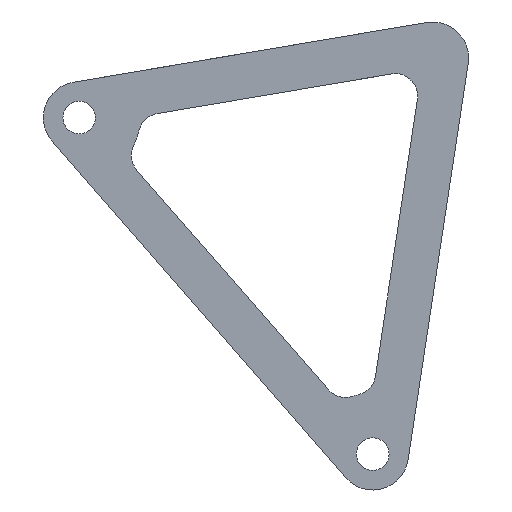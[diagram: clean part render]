
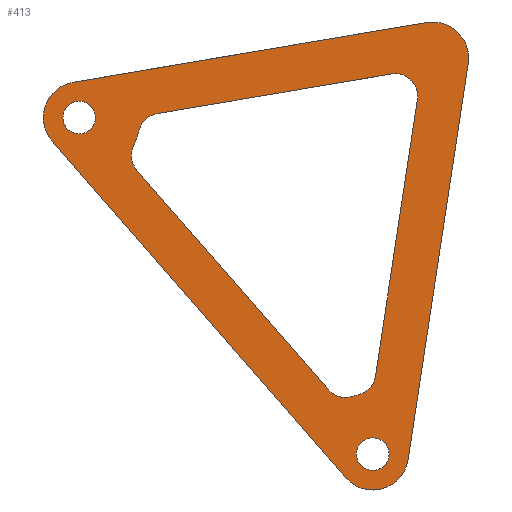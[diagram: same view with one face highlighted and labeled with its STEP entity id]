
A CAD part, left-side view. The second image highlights one B-rep face of the part: STEP entity #413.
In plain terms, the highlighted planar face has unit normal (-1, 0, 0).
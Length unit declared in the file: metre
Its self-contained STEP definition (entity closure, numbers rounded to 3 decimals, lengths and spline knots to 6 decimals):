
#29=FACE_BOUND('',#62,.T.);
#30=FACE_BOUND('',#63,.T.);
#31=FACE_BOUND('',#64,.T.);
#39=FACE_OUTER_BOUND('',#61,.T.);
#61=EDGE_LOOP('',(#285,#286,#287,#288,#289,#290));
#62=EDGE_LOOP('',(#291));
#63=EDGE_LOOP('',(#292));
#64=EDGE_LOOP('',(#293,#294,#295,#296,#297,#298,#299,#300,#301,#302));
#93=LINE('',#639,#125);
#94=LINE('',#643,#126);
#95=LINE('',#646,#127);
#96=LINE('',#657,#128);
#97=LINE('',#665,#129);
#98=LINE('',#669,#130);
#125=VECTOR('',#505,1.);
#126=VECTOR('',#508,1.);
#127=VECTOR('',#511,1.);
#128=VECTOR('',#520,1.);
#129=VECTOR('',#527,1.);
#130=VECTOR('',#530,1.);
#157=CIRCLE('',#450,0.00508);
#158=CIRCLE('',#451,0.00508);
#159=CIRCLE('',#452,0.00508);
#160=CIRCLE('',#453,0.002311);
#161=CIRCLE('',#454,0.002311);
#162=CIRCLE('',#455,0.008661);
#163=CIRCLE('',#456,0.003175);
#164=CIRCLE('',#457,0.003175);
#165=CIRCLE('',#458,0.008661);
#166=CIRCLE('',#459,0.003175);
#167=CIRCLE('',#460,0.003175);
#168=CIRCLE('',#461,0.003175);
#185=VERTEX_POINT('',#635);
#186=VERTEX_POINT('',#636);
#187=VERTEX_POINT('',#638);
#188=VERTEX_POINT('',#640);
#189=VERTEX_POINT('',#642);
#190=VERTEX_POINT('',#644);
#191=VERTEX_POINT('',#647);
#192=VERTEX_POINT('',#649);
#193=VERTEX_POINT('',#651);
#194=VERTEX_POINT('',#652);
#195=VERTEX_POINT('',#654);
#196=VERTEX_POINT('',#656);
#197=VERTEX_POINT('',#658);
#198=VERTEX_POINT('',#660);
#199=VERTEX_POINT('',#662);
#200=VERTEX_POINT('',#664);
#201=VERTEX_POINT('',#666);
#202=VERTEX_POINT('',#668);
#225=EDGE_CURVE('',#185,#186,#157,.T.);
#226=EDGE_CURVE('',#185,#187,#93,.T.);
#227=EDGE_CURVE('',#188,#187,#158,.T.);
#228=EDGE_CURVE('',#189,#188,#94,.T.);
#229=EDGE_CURVE('',#190,#189,#159,.T.);
#230=EDGE_CURVE('',#186,#190,#95,.T.);
#231=EDGE_CURVE('',#191,#191,#160,.T.);
#232=EDGE_CURVE('',#192,#192,#161,.T.);
#233=EDGE_CURVE('',#193,#194,#162,.F.);
#234=EDGE_CURVE('',#195,#194,#163,.F.);
#235=EDGE_CURVE('',#195,#196,#96,.T.);
#236=EDGE_CURVE('',#197,#196,#164,.F.);
#237=EDGE_CURVE('',#197,#198,#165,.F.);
#238=EDGE_CURVE('',#199,#198,#166,.F.);
#239=EDGE_CURVE('',#199,#200,#97,.T.);
#240=EDGE_CURVE('',#201,#200,#167,.F.);
#241=EDGE_CURVE('',#202,#201,#98,.T.);
#242=EDGE_CURVE('',#193,#202,#168,.F.);
#285=ORIENTED_EDGE('',*,*,#225,.F.);
#286=ORIENTED_EDGE('',*,*,#226,.T.);
#287=ORIENTED_EDGE('',*,*,#227,.F.);
#288=ORIENTED_EDGE('',*,*,#228,.F.);
#289=ORIENTED_EDGE('',*,*,#229,.F.);
#290=ORIENTED_EDGE('',*,*,#230,.F.);
#291=ORIENTED_EDGE('',*,*,#231,.F.);
#292=ORIENTED_EDGE('',*,*,#232,.F.);
#293=ORIENTED_EDGE('',*,*,#233,.T.);
#294=ORIENTED_EDGE('',*,*,#234,.F.);
#295=ORIENTED_EDGE('',*,*,#235,.T.);
#296=ORIENTED_EDGE('',*,*,#236,.F.);
#297=ORIENTED_EDGE('',*,*,#237,.T.);
#298=ORIENTED_EDGE('',*,*,#238,.F.);
#299=ORIENTED_EDGE('',*,*,#239,.T.);
#300=ORIENTED_EDGE('',*,*,#240,.F.);
#301=ORIENTED_EDGE('',*,*,#241,.F.);
#302=ORIENTED_EDGE('',*,*,#242,.F.);
#405=PLANE('',#449);
#413=ADVANCED_FACE('',(#39,#29,#30,#31),#405,.F.);
#449=AXIS2_PLACEMENT_3D('',#634,#501,#502);
#450=AXIS2_PLACEMENT_3D('',#637,#503,#504);
#451=AXIS2_PLACEMENT_3D('',#641,#506,#507);
#452=AXIS2_PLACEMENT_3D('',#645,#509,#510);
#453=AXIS2_PLACEMENT_3D('',#648,#512,#513);
#454=AXIS2_PLACEMENT_3D('',#650,#514,#515);
#455=AXIS2_PLACEMENT_3D('',#653,#516,#517);
#456=AXIS2_PLACEMENT_3D('',#655,#518,#519);
#457=AXIS2_PLACEMENT_3D('',#659,#521,#522);
#458=AXIS2_PLACEMENT_3D('',#661,#523,#524);
#459=AXIS2_PLACEMENT_3D('',#663,#525,#526);
#460=AXIS2_PLACEMENT_3D('',#667,#528,#529);
#461=AXIS2_PLACEMENT_3D('',#670,#531,#532);
#501=DIRECTION('center_axis',(1.,0.,0.));
#502=DIRECTION('ref_axis',(0.,1.,0.));
#503=DIRECTION('center_axis',(1.,0.,0.));
#504=DIRECTION('ref_axis',(0.,1.,0.));
#505=DIRECTION('',(0.,-0.15,0.989));
#506=DIRECTION('center_axis',(1.,0.,0.));
#507=DIRECTION('ref_axis',(0.,1.,0.));
#508=DIRECTION('',(0.,-0.986,0.167));
#509=DIRECTION('center_axis',(1.,0.,0.));
#510=DIRECTION('ref_axis',(0.,1.,0.));
#511=DIRECTION('',(0.,0.657,0.754));
#512=DIRECTION('center_axis',(-1.,0.,0.));
#513=DIRECTION('ref_axis',(0.,1.,0.));
#514=DIRECTION('center_axis',(-1.,0.,0.));
#515=DIRECTION('ref_axis',(0.,1.,0.));
#516=DIRECTION('center_axis',(1.,0.,0.));
#517=DIRECTION('ref_axis',(0.,0.,-1.));
#518=DIRECTION('center_axis',(1.,0.,0.));
#519=DIRECTION('ref_axis',(0.,0.,-1.));
#520=DIRECTION('',(0.,0.657,0.754));
#521=DIRECTION('center_axis',(1.,0.,0.));
#522=DIRECTION('ref_axis',(0.,0.,-1.));
#523=DIRECTION('center_axis',(1.,0.,0.));
#524=DIRECTION('ref_axis',(0.,0.,-1.));
#525=DIRECTION('center_axis',(1.,0.,0.));
#526=DIRECTION('ref_axis',(0.,0.,-1.));
#527=DIRECTION('',(0.,-0.986,0.167));
#528=DIRECTION('center_axis',(1.,0.,0.));
#529=DIRECTION('ref_axis',(0.,0.,-1.));
#530=DIRECTION('',(0.,-0.15,0.989));
#531=DIRECTION('center_axis',(1.,0.,0.));
#532=DIRECTION('ref_axis',(0.,0.,-1.));
#634=CARTESIAN_POINT('Origin',(0.028974,0.016526,0.152774));
#635=CARTESIAN_POINT('',(0.028974,-0.005036,0.12394));
#636=CARTESIAN_POINT('',(0.028974,0.003815,0.121362));
#637=CARTESIAN_POINT('Origin',(0.028974,-0.000014,
0.124701));
#638=CARTESIAN_POINT('',(0.028974,-0.013541,0.180087));
#639=CARTESIAN_POINT('',(0.028974,-0.005036,0.12394));
#640=CARTESIAN_POINT('',(0.028974,-0.007672,0.185857));
#641=CARTESIAN_POINT('Origin',(0.028974,-0.008519,0.180848));
#642=CARTESIAN_POINT('',(0.028974,0.042418,0.177391));
#643=CARTESIAN_POINT('',(0.028974,0.042418,0.177391));
#644=CARTESIAN_POINT('',(0.028974,0.045399,0.169043));
#645=CARTESIAN_POINT('Origin',(0.028974,0.041571,0.172382));
#646=CARTESIAN_POINT('',(0.028974,0.003815,0.121362));
#647=CARTESIAN_POINT('',(0.028974,0.03926,0.172382));
#648=CARTESIAN_POINT('Origin',(0.028974,0.041571,0.172382));
#649=CARTESIAN_POINT('',(0.028974,-0.002325,0.124701));
#650=CARTESIAN_POINT('Origin',(0.028974,-0.000014,
0.124701));
#651=CARTESIAN_POINT('',(0.028974,0.002,0.133125));
#652=CARTESIAN_POINT('',(0.028974,0.002811,0.132889));
#653=CARTESIAN_POINT('Origin',(0.028974,-0.000014,
0.124701));
#654=CARTESIAN_POINT('',(0.028974,0.00624,0.133803));
#655=CARTESIAN_POINT('Origin',(0.028974,0.003847,0.13589));
#656=CARTESIAN_POINT('',(0.028974,0.033403,0.164949));
#657=CARTESIAN_POINT('',(0.028974,-0.000971,0.125536));
#658=CARTESIAN_POINT('',(0.028974,0.033843,0.16847));
#659=CARTESIAN_POINT('Origin',(0.028974,0.031011,0.167036));
#660=CARTESIAN_POINT('',(0.028974,0.033114,0.170512));
#661=CARTESIAN_POINT('Origin',(0.028974,0.041571,0.172382));
#662=CARTESIAN_POINT('',(0.028974,0.030543,0.172958));
#663=CARTESIAN_POINT('Origin',(0.028974,0.030014,0.169827));
#664=CARTESIAN_POINT('',(0.028974,-0.002675,0.178572));
#665=CARTESIAN_POINT('',(0.028974,0.041359,0.171129));
#666=CARTESIAN_POINT('',(0.028974,-0.006343,0.174966));
#667=CARTESIAN_POINT('Origin',(0.028974,-0.003204,0.175441));
#668=CARTESIAN_POINT('',(0.028974,-0.000401,0.135738));
#669=CARTESIAN_POINT('',(0.028974,0.001242,0.124891));
#670=CARTESIAN_POINT('Origin',(0.028974,0.002738,0.136213));
